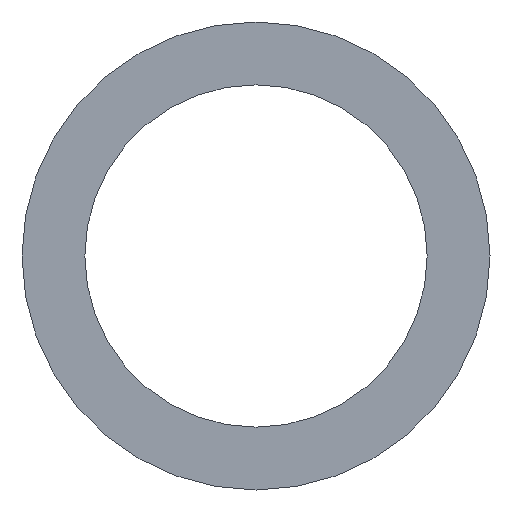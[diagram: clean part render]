
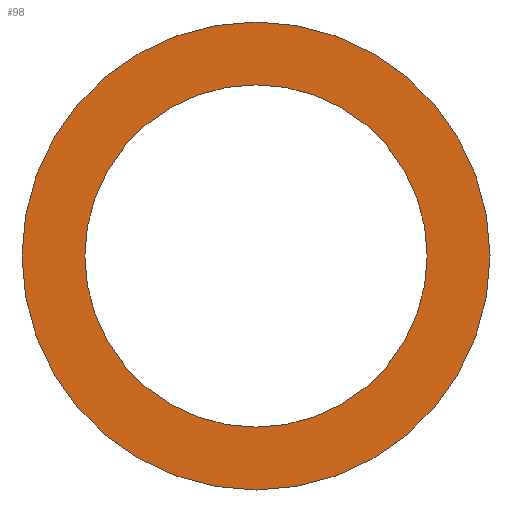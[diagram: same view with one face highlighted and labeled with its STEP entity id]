
A CAD part, left-side view. The second image highlights one B-rep face of the part: STEP entity #98.
In plain terms, the highlighted planar face has unit normal (-1, 0, 0).
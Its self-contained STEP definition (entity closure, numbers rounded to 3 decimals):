
#86 = VERTEX_POINT( '', #202 );
#98 = ADVANCED_FACE( '', ( #215, #216 ), #217, .T. );
#100 = EDGE_CURVE( '', #122, #138, #219, .T. );
#120 = EDGE_CURVE( '', #86, #126, #239, .T. );
#122 = VERTEX_POINT( '', #241 );
#126 = VERTEX_POINT( '', #245 );
#138 = VERTEX_POINT( '', #258 );
#148 = EDGE_CURVE( '', #126, #86, #271, .T. );
#162 = EDGE_CURVE( '', #138, #122, #287, .T. );
#202 = CARTESIAN_POINT( '', ( -265., -176.3, 0. ) );
#215 = FACE_BOUND( '', #336, .T. );
#216 = FACE_OUTER_BOUND( '', #337, .T. );
#217 = PLANE( '', #338 );
#219 = CIRCLE( '', #341, 241. );
#239 = CIRCLE( '', #374, 176.3 );
#241 = CARTESIAN_POINT( '', ( -265., 241., 0. ) );
#245 = CARTESIAN_POINT( '', ( -265., 176.3, 0. ) );
#258 = CARTESIAN_POINT( '', ( -265., -241., 0. ) );
#271 = CIRCLE( '', #410, 176.3 );
#287 = CIRCLE( '', #432, 241. );
#336 = EDGE_LOOP( '', ( #481, #482 ) );
#337 = EDGE_LOOP( '', ( #483, #484 ) );
#338 = AXIS2_PLACEMENT_3D( '', #485, #486, #487 );
#341 = AXIS2_PLACEMENT_3D( '', #488, #489, #490 );
#374 = AXIS2_PLACEMENT_3D( '', #512, #513, #514 );
#410 = AXIS2_PLACEMENT_3D( '', #551, #552, #553 );
#432 = AXIS2_PLACEMENT_3D( '', #567, #568, #569 );
#481 = ORIENTED_EDGE( '', *, *, #148, .F. );
#482 = ORIENTED_EDGE( '', *, *, #120, .F. );
#483 = ORIENTED_EDGE( '', *, *, #100, .T. );
#484 = ORIENTED_EDGE( '', *, *, #162, .T. );
#485 = CARTESIAN_POINT( '', ( -265., 208.65, 0. ) );
#486 = DIRECTION( '', ( -1., 0., 0. ) );
#487 = DIRECTION( '', ( 0., 1., 0. ) );
#488 = CARTESIAN_POINT( '', ( -265., 0., 0. ) );
#489 = DIRECTION( '', ( -1., 0., 0. ) );
#490 = DIRECTION( '', ( 0., 1., 0. ) );
#512 = CARTESIAN_POINT( '', ( -265., 0., 0. ) );
#513 = DIRECTION( '', ( -1., 0., 0. ) );
#514 = DIRECTION( '', ( 0., 1., 0. ) );
#551 = CARTESIAN_POINT( '', ( -265., 0., 0. ) );
#552 = DIRECTION( '', ( -1., 0., 0. ) );
#553 = DIRECTION( '', ( 0., 1., 0. ) );
#567 = CARTESIAN_POINT( '', ( -265., 0., 0. ) );
#568 = DIRECTION( '', ( -1., 0., 0. ) );
#569 = DIRECTION( '', ( 0., 1., 0. ) );
